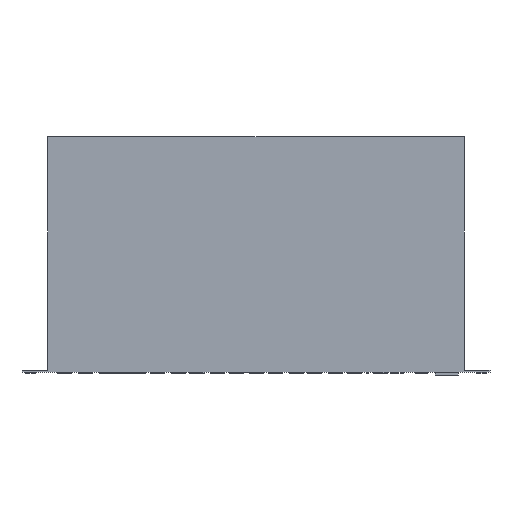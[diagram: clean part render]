
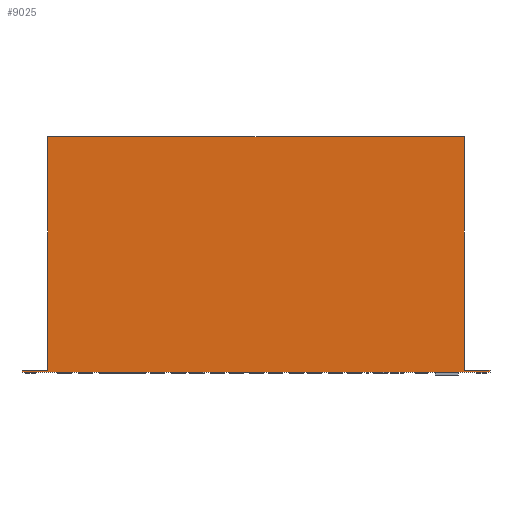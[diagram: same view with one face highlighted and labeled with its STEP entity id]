
A CAD part, front view. The second image highlights one B-rep face of the part: STEP entity #9025.
In plain terms, the highlighted planar face has unit normal (0, -1, 0).
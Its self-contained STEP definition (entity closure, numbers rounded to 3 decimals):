
#493 = LINE ( 'NONE', #4378, #10964 ) ;
#531 = CARTESIAN_POINT ( 'NONE',  ( 0., 0., 243. ) ) ;
#590 = ORIENTED_EDGE ( 'NONE', *, *, #11589, .T. ) ;
#625 = VERTEX_POINT ( 'NONE', #970 ) ;
#938 = FACE_OUTER_BOUND ( 'NONE', #12212, .T. ) ;
#970 = CARTESIAN_POINT ( 'NONE',  ( -26.3, 0., -0.1 ) ) ;
#1050 = EDGE_CURVE ( 'NONE', #9612, #2255, #493, .T. ) ;
#1054 = VERTEX_POINT ( 'NONE', #5465 ) ;
#1075 = VECTOR ( 'NONE', #3506, 1000. ) ;
#1127 = VECTOR ( 'NONE', #1640, 1000. ) ;
#1168 = DIRECTION ( 'NONE',  ( 0., 0., -1. ) ) ;
#1600 = CARTESIAN_POINT ( 'NONE',  ( 430., 0., 1.9 ) ) ;
#1640 = DIRECTION ( 'NONE',  ( 1., 0., 0. ) ) ;
#1944 = LINE ( 'NONE', #11441, #1127 ) ;
#2103 = CARTESIAN_POINT ( 'NONE',  ( 0., 0., 1.9 ) ) ;
#2255 = VERTEX_POINT ( 'NONE', #3288 ) ;
#2662 = CARTESIAN_POINT ( 'NONE',  ( 0., 0., 243. ) ) ;
#2673 = VERTEX_POINT ( 'NONE', #9171 ) ;
#2692 = ORIENTED_EDGE ( 'NONE', *, *, #10587, .F. ) ;
#2959 = LINE ( 'NONE', #10119, #14727 ) ;
#3288 = CARTESIAN_POINT ( 'NONE',  ( 456.3, 0., 1.9 ) ) ;
#3506 = DIRECTION ( 'NONE',  ( -1., 0., 0. ) ) ;
#3898 = LINE ( 'NONE', #4920, #9984 ) ;
#4378 = CARTESIAN_POINT ( 'NONE',  ( 430., 0., 1.9 ) ) ;
#4597 = DIRECTION ( 'NONE',  ( 0., -1., 0. ) ) ;
#4623 = EDGE_CURVE ( 'NONE', #7499, #625, #2959, .T. ) ;
#4920 = CARTESIAN_POINT ( 'NONE',  ( 430., 0., -0.1 ) ) ;
#4989 = DIRECTION ( 'NONE',  ( 0., 0., 1. ) ) ;
#5430 = LINE ( 'NONE', #531, #9226 ) ;
#5465 = CARTESIAN_POINT ( 'NONE',  ( 0., 0., 1.9 ) ) ;
#5603 = CARTESIAN_POINT ( 'NONE',  ( 0., 0., -0.1 ) ) ;
#5778 = ORIENTED_EDGE ( 'NONE', *, *, #1050, .F. ) ;
#5822 = EDGE_CURVE ( 'NONE', #625, #2673, #1944, .T. ) ;
#6007 = ORIENTED_EDGE ( 'NONE', *, *, #4623, .T. ) ;
#6424 = DIRECTION ( 'NONE',  ( 0., 0., 1. ) ) ;
#6598 = EDGE_CURVE ( 'NONE', #1054, #7638, #12496, .T. ) ;
#6694 = ORIENTED_EDGE ( 'NONE', *, *, #13407, .F. ) ;
#7499 = VERTEX_POINT ( 'NONE', #10751 ) ;
#7638 = VERTEX_POINT ( 'NONE', #2662 ) ;
#7823 = CARTESIAN_POINT ( 'NONE',  ( 0., 0., -0.1 ) ) ;
#8265 = ORIENTED_EDGE ( 'NONE', *, *, #6598, .F. ) ;
#8792 = VECTOR ( 'NONE', #1168, 1000. ) ;
#8865 = DIRECTION ( 'NONE',  ( 0., 0., -1. ) ) ;
#9025 = ADVANCED_FACE ( 'NONE', ( #938 ), #12838, .T. ) ;
#9171 = CARTESIAN_POINT ( 'NONE',  ( 456.3, 0., -0.1 ) ) ;
#9226 = VECTOR ( 'NONE', #9936, 1000. ) ;
#9338 = DIRECTION ( 'NONE',  ( 0., 0., -1. ) ) ;
#9612 = VERTEX_POINT ( 'NONE', #1600 ) ;
#9686 = ORIENTED_EDGE ( 'NONE', *, *, #5822, .T. ) ;
#9936 = DIRECTION ( 'NONE',  ( 1., 0., 0. ) ) ;
#9984 = VECTOR ( 'NONE', #4989, 1000. ) ;
#10119 = CARTESIAN_POINT ( 'NONE',  ( -26.3, 0., 1.9 ) ) ;
#10587 = EDGE_CURVE ( 'NONE', #2255, #2673, #11831, .T. ) ;
#10751 = CARTESIAN_POINT ( 'NONE',  ( -26.3, 0., 1.9 ) ) ;
#10964 = VECTOR ( 'NONE', #13861, 1000. ) ;
#11441 = CARTESIAN_POINT ( 'NONE',  ( 0., 0., -0.1 ) ) ;
#11448 = VERTEX_POINT ( 'NONE', #12462 ) ;
#11589 = EDGE_CURVE ( 'NONE', #1054, #7499, #11603, .T. ) ;
#11603 = LINE ( 'NONE', #2103, #1075 ) ;
#11831 = LINE ( 'NONE', #11899, #8792 ) ;
#11899 = CARTESIAN_POINT ( 'NONE',  ( 456.3, 0., 1.9 ) ) ;
#12132 = AXIS2_PLACEMENT_3D ( 'NONE', #5603, #4597, #9338 ) ;
#12212 = EDGE_LOOP ( 'NONE', ( #9686, #2692, #5778, #13062, #6694, #8265, #590, #6007 ) ) ;
#12462 = CARTESIAN_POINT ( 'NONE',  ( 430., 0., 243. ) ) ;
#12496 = LINE ( 'NONE', #7823, #15011 ) ;
#12838 = PLANE ( 'NONE',  #12132 ) ;
#13062 = ORIENTED_EDGE ( 'NONE', *, *, #14098, .T. ) ;
#13407 = EDGE_CURVE ( 'NONE', #7638, #11448, #5430, .T. ) ;
#13861 = DIRECTION ( 'NONE',  ( 1., 0., 0. ) ) ;
#14098 = EDGE_CURVE ( 'NONE', #9612, #11448, #3898, .T. ) ;
#14727 = VECTOR ( 'NONE', #8865, 1000. ) ;
#15011 = VECTOR ( 'NONE', #6424, 1000. ) ;
